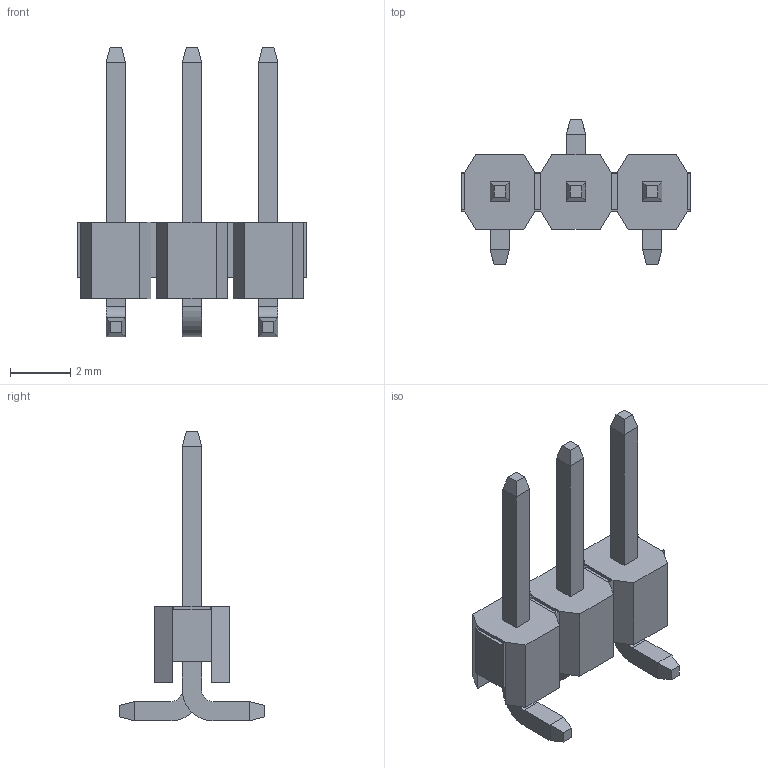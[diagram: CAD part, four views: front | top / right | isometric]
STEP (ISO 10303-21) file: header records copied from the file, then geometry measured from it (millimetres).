
FILE_DESCRIPTION((''),'2;1');
FILE_NAME('S-60352-003XX-001_REV-A','2020-08-11T',('t01382'),(''),'PRO/ENGINEER BY PARAMETRIC TECHNOLOGY CORPORATION, 2010160','PRO/ENGINEER BY PARAMETRIC TECHNOLOGY CORPORATION, 2010160','');
FILE_SCHEMA(('CONFIG_CONTROL_DESIGN'));
Length unit declared in the file: millimetre
Products named in the file (1): S-60352-003XX-001_REV-A
Bounding box: 7.62 x 4.82 x 9.65 mm (x, y, z)
Volume: 47.3 mm3; surface area: 170.4 mm2
Topology: 1 solids, 1 shells, 138 faces, 348 edges, 220 vertices
Faces by surface type: plane 132, cylinder 6
Entity records: 4030 total; most frequent: CARTESIAN_POINT 695, ORIENTED_EDGE 672, DIRECTION 638, VECTOR 336, LINE 336, EDGE_CURVE 336, VERTEX_POINT 208, AXIS2_PLACEMENT_3D 151
